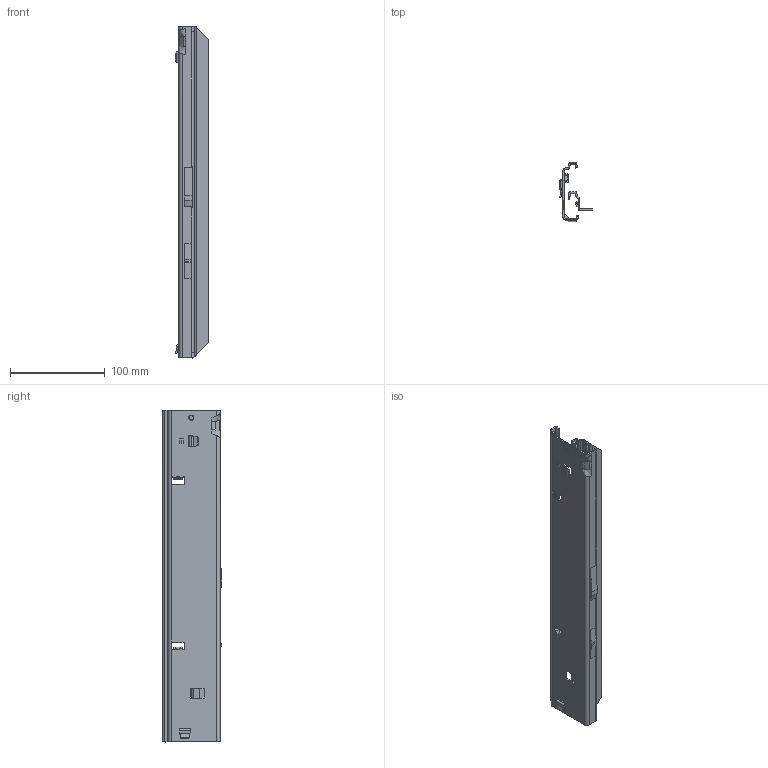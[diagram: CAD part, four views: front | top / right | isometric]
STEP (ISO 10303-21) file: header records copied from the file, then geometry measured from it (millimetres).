
FILE_DESCRIPTION (( 'STEP AP214' ), '1' );
FILE_NAME ('FR_796.350-GA.L526_Ind-0_closed.STEP', '2024-01-16T11:25:15', ( '' ), ( '' ), 'SwSTEP 2.0', 'SolidWorks 2023', '' );
FILE_SCHEMA (( 'AUTOMOTIVE_DESIGN' ));
Length unit declared in the file: millimetre
Products named in the file (6): CS# 795.XXX-01.A164_NL  350; CS# 796.XXX-V3.OASB_NL  350; CS# 795.XXX-01.L525_NL  350; FR_796.350-GA.L526_Ind-0_closed; PG-033; CS# 796.XXX-03.A233_NL  350
Assembly tree (5 placements, depth 3):
  FR_796.350-GA.L526_Ind-0_closed
    CS# 795.XXX-01.L525_NL  350
      CS# 795.XXX-01.A164_NL  350
      PG-033
    CS# 796.XXX-V3.OASB_NL  350
      CS# 796.XXX-03.A233_NL  350
Bounding box: 35.29 x 62.55 x 350 mm (x, y, z)
Volume: 68895.6 mm3; surface area: 95512.1 mm2
Topology: 3 solids, 3 shells, 814 faces, 2122 edges, 1292 vertices
Faces by surface type: plane 333, cylinder 223, bspline 94, cone 72, torus 72, sphere 20
Entity records: 27017 total; most frequent: CARTESIAN_POINT 7735, ORIENTED_EDGE 4174, DIRECTION 3828, EDGE_CURVE 2087, AXIS2_PLACEMENT_3D 1354, VERTEX_POINT 1292, VECTOR 1120, LINE 1120
